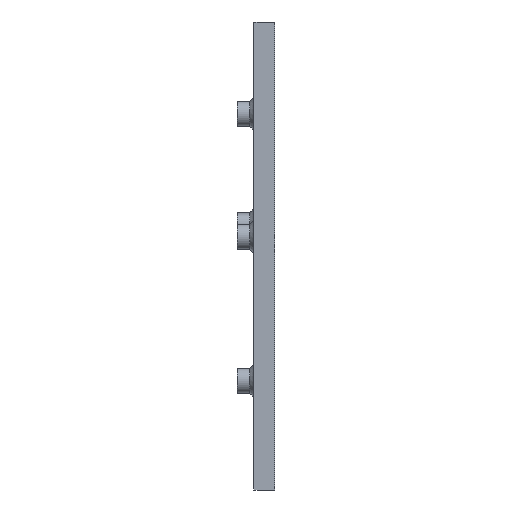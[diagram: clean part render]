
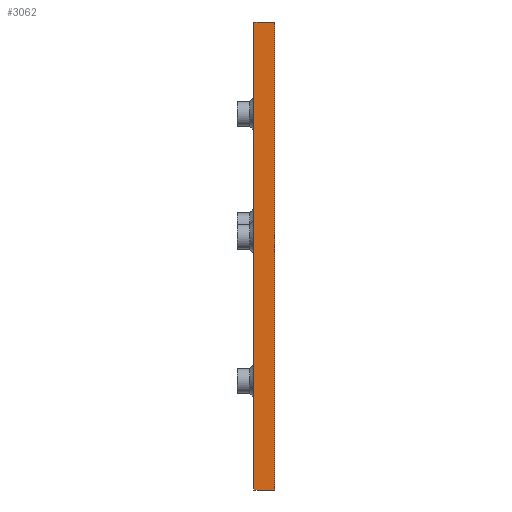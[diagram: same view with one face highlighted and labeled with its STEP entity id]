
A CAD part, left-side view. The second image highlights one B-rep face of the part: STEP entity #3062.
In plain terms, the highlighted planar face has unit normal (-1, 0, 0).
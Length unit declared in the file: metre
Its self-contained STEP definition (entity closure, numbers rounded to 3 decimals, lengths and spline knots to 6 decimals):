
#33=LINE('',#4212,#404);
#44=LINE('',#4233,#415);
#331=LINE('',#4862,#702);
#332=LINE('',#4873,#703);
#404=VECTOR('',#3381,1.);
#415=VECTOR('',#3396,1.);
#702=VECTOR('',#3975,1.);
#703=VECTOR('',#3990,1.);
#1328=ORIENTED_EDGE('',*,*,#1944,.F.);
#1329=ORIENTED_EDGE('',*,*,#1940,.F.);
#1330=ORIENTED_EDGE('',*,*,#1617,.T.);
#1331=ORIENTED_EDGE('',*,*,#1628,.T.);
#1617=EDGE_CURVE('',#2035,#2034,#33,.T.);
#1628=EDGE_CURVE('',#2034,#2042,#44,.T.);
#1940=EDGE_CURVE('',#2035,#2238,#331,.T.);
#1944=EDGE_CURVE('',#2238,#2042,#332,.T.);
#2034=VERTEX_POINT('',#4211);
#2035=VERTEX_POINT('',#4213);
#2042=VERTEX_POINT('',#4232);
#2238=VERTEX_POINT('',#4861);
#2472=EDGE_LOOP('',(#1328,#1329,#1330,#1331));
#2693=FACE_BOUND('',#2472,.T.);
#2890=PLANE('',#3293);
#3062=ADVANCED_FACE('',(#2693),#2890,.T.);
#3293=AXIS2_PLACEMENT_3D('',#4872,#3988,#3989);
#3381=DIRECTION('',(0.,0.,-1.));
#3396=DIRECTION('',(0.,-1.,0.));
#3975=DIRECTION('',(0.,-1.,0.));
#3988=DIRECTION('',(-1.,0.,0.));
#3989=DIRECTION('',(0.,-1.,0.));
#3990=DIRECTION('',(0.,0.,-1.));
#4211=CARTESIAN_POINT('',(-0.01,0.015,0.055672));
#4212=CARTESIAN_POINT('',(-0.01,0.015,0.112422));
#4213=CARTESIAN_POINT('',(-0.01,0.015,0.169172));
#4232=CARTESIAN_POINT('',(-0.01,0.01,0.055672));
#4233=CARTESIAN_POINT('',(-0.01,0.015,0.055672));
#4861=CARTESIAN_POINT('',(-0.01,0.01,0.169172));
#4862=CARTESIAN_POINT('',(-0.01,0.015,0.169172));
#4872=CARTESIAN_POINT('',(-0.01,0.015,0.112422));
#4873=CARTESIAN_POINT('',(-0.01,0.01,0.112422));
